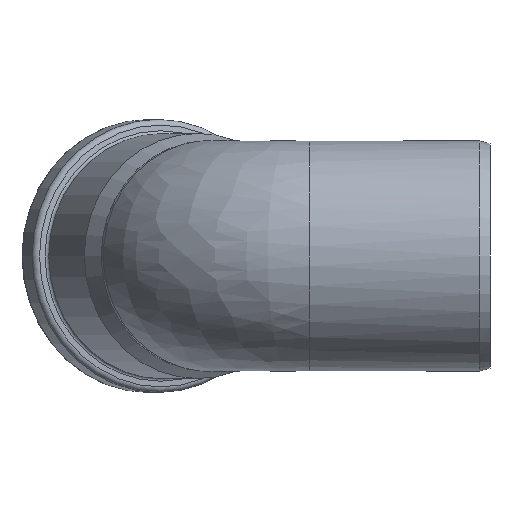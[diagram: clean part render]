
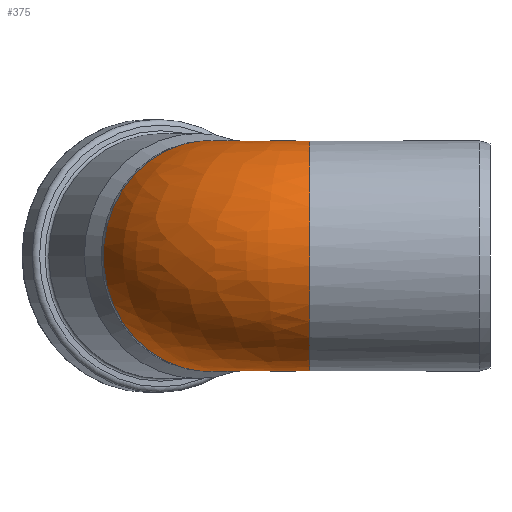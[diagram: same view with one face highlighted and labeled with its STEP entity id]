
A CAD part, left-side view. The second image highlights one B-rep face of the part: STEP entity #375.
In plain terms, the highlighted free-form (B-spline) face has degree [2, 2] with [9, 3] control points.
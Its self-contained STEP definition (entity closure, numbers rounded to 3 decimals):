
#65=(
BOUNDED_SURFACE()
B_SPLINE_SURFACE(2,2,((#710,#711,#712),(#713,#714,#715),(#716,#717,#718),
(#719,#720,#721),(#722,#723,#724),(#725,#726,#727),(#728,#729,#730),(#731,
#732,#733),(#734,#735,#736)),.UNSPECIFIED.,.F.,.F.,.F.)
B_SPLINE_SURFACE_WITH_KNOTS((3,2,2,2,3),(3,3),(-2.705,-1.352,
0.,1.352,2.705),(0.,1.178),
 .UNSPECIFIED.)
GEOMETRIC_REPRESENTATION_ITEM()
RATIONAL_B_SPLINE_SURFACE(((1.,0.831,1.),(0.78,
0.648,0.78),(1.,0.831,1.),(0.78,
0.648,0.78),(1.,0.831,1.),(0.78,
0.648,0.78),(1.,0.831,1.),(0.78,
0.648,0.78),(1.,0.831,1.)))
REPRESENTATION_ITEM('')
SURFACE()
);
#67=CIRCLE('',#413,37.65);
#69=CIRCLE('',#415,37.65);
#113=FACE_OUTER_BOUND('',#147,.T.);
#147=EDGE_LOOP('',(#302,#303,#304,#305));
#213=B_SPLINE_CURVE_WITH_KNOTS('',3,(#643,#644,#645,#646,#647,#648,#649,
#650,#651,#652,#653,#654,#655),.UNSPECIFIED.,.F.,.F.,(4,3,3,3,4),(-0.001,
0.058,0.079,0.108,0.159),
 .UNSPECIFIED.);
#214=B_SPLINE_CURVE_WITH_KNOTS('',3,(#659,#660,#661,#662,#663,#664,#665,
#666,#667,#668,#669,#670,#671),.UNSPECIFIED.,.F.,.F.,(4,3,3,3,4),(-0.001,
0.05,0.079,0.1,0.159),
 .UNSPECIFIED.);
#216=VERTEX_POINT('',#641);
#217=VERTEX_POINT('',#642);
#218=VERTEX_POINT('',#656);
#219=VERTEX_POINT('',#658);
#252=EDGE_CURVE('',#216,#217,#213,.T.);
#254=EDGE_CURVE('',#219,#218,#214,.T.);
#258=EDGE_CURVE('',#219,#217,#67,.T.);
#260=EDGE_CURVE('',#218,#216,#69,.T.);
#302=ORIENTED_EDGE('',*,*,#254,.T.);
#303=ORIENTED_EDGE('',*,*,#260,.T.);
#304=ORIENTED_EDGE('',*,*,#252,.T.);
#305=ORIENTED_EDGE('',*,*,#258,.F.);
#375=ADVANCED_FACE('',(#113),#65,.F.);
#413=AXIS2_PLACEMENT_3D('',#708,#487,#488);
#415=AXIS2_PLACEMENT_3D('',#737,#491,#492);
#487=DIRECTION('center_axis',(0.924,0.383,0.));
#488=DIRECTION('ref_axis',(0.383,-0.924,0.));
#491=DIRECTION('center_axis',(0.,1.,0.));
#492=DIRECTION('ref_axis',(1.,0.,0.));
#641=CARTESIAN_POINT('',(34.092,58.813,15.977));
#642=CARTESIAN_POINT('',(34.93,60.068,15.977));
#643=CARTESIAN_POINT('Ctrl Pts',(34.092,58.813,15.977));
#644=CARTESIAN_POINT('Ctrl Pts',(34.103,59.006,15.953));
#645=CARTESIAN_POINT('Ctrl Pts',(34.152,59.195,15.937));
#646=CARTESIAN_POINT('Ctrl Pts',(34.236,59.37,15.93));
#647=CARTESIAN_POINT('Ctrl Pts',(34.266,59.434,15.928));
#648=CARTESIAN_POINT('Ctrl Pts',(34.301,59.496,15.926));
#649=CARTESIAN_POINT('Ctrl Pts',(34.341,59.554,15.926));
#650=CARTESIAN_POINT('Ctrl Pts',(34.394,59.634,15.926));
#651=CARTESIAN_POINT('Ctrl Pts',(34.454,59.708,15.929));
#652=CARTESIAN_POINT('Ctrl Pts',(34.522,59.776,15.933));
#653=CARTESIAN_POINT('Ctrl Pts',(34.641,59.896,15.941));
#654=CARTESIAN_POINT('Ctrl Pts',(34.779,59.995,15.956));
#655=CARTESIAN_POINT('Ctrl Pts',(34.93,60.068,15.977));
#656=CARTESIAN_POINT('',(34.092,58.813,-15.977));
#658=CARTESIAN_POINT('',(34.93,60.068,-15.977));
#659=CARTESIAN_POINT('Ctrl Pts',(34.93,60.068,-15.977));
#660=CARTESIAN_POINT('Ctrl Pts',(34.779,59.995,-15.956));
#661=CARTESIAN_POINT('Ctrl Pts',(34.641,59.896,-15.941));
#662=CARTESIAN_POINT('Ctrl Pts',(34.522,59.776,-15.933));
#663=CARTESIAN_POINT('Ctrl Pts',(34.454,59.708,-15.929));
#664=CARTESIAN_POINT('Ctrl Pts',(34.394,59.634,-15.926));
#665=CARTESIAN_POINT('Ctrl Pts',(34.341,59.554,-15.926));
#666=CARTESIAN_POINT('Ctrl Pts',(34.301,59.496,-15.926));
#667=CARTESIAN_POINT('Ctrl Pts',(34.266,59.434,-15.928));
#668=CARTESIAN_POINT('Ctrl Pts',(34.236,59.37,-15.93));
#669=CARTESIAN_POINT('Ctrl Pts',(34.152,59.195,-15.937));
#670=CARTESIAN_POINT('Ctrl Pts',(34.103,59.006,-15.953));
#671=CARTESIAN_POINT('Ctrl Pts',(34.092,58.813,-15.977));
#708=CARTESIAN_POINT('Origin',(21.884,91.565,0.));
#710=CARTESIAN_POINT('Ctrl Pts',(34.117,58.813,15.924));
#711=CARTESIAN_POINT('Ctrl Pts',(34.117,59.704,15.924));
#712=CARTESIAN_POINT('Ctrl Pts',(34.94,60.045,15.924));
#713=CARTESIAN_POINT('Ctrl Pts',(21.339,58.813,43.3));
#714=CARTESIAN_POINT('Ctrl Pts',(21.339,68.242,43.3));
#715=CARTESIAN_POINT('Ctrl Pts',(30.05,71.85,43.3));
#716=CARTESIAN_POINT('Ctrl Pts',(-8.156,58.813,36.756));
#717=CARTESIAN_POINT('Ctrl Pts',(-8.156,87.949,36.756));
#718=CARTESIAN_POINT('Ctrl Pts',(18.763,99.1,36.756));
#719=CARTESIAN_POINT('Ctrl Pts',(-37.65,58.813,30.212));
#720=CARTESIAN_POINT('Ctrl Pts',(-37.65,107.657,30.212));
#721=CARTESIAN_POINT('Ctrl Pts',(7.476,126.349,30.212));
#722=CARTESIAN_POINT('Ctrl Pts',(-37.65,58.813,0.));
#723=CARTESIAN_POINT('Ctrl Pts',(-37.65,107.657,0.));
#724=CARTESIAN_POINT('Ctrl Pts',(7.476,126.349,0.));
#725=CARTESIAN_POINT('Ctrl Pts',(-37.65,58.813,-30.212));
#726=CARTESIAN_POINT('Ctrl Pts',(-37.65,107.657,-30.212));
#727=CARTESIAN_POINT('Ctrl Pts',(7.476,126.349,-30.212));
#728=CARTESIAN_POINT('Ctrl Pts',(-8.156,58.813,-36.756));
#729=CARTESIAN_POINT('Ctrl Pts',(-8.156,87.949,-36.756));
#730=CARTESIAN_POINT('Ctrl Pts',(18.763,99.1,-36.756));
#731=CARTESIAN_POINT('Ctrl Pts',(21.339,58.813,-43.3));
#732=CARTESIAN_POINT('Ctrl Pts',(21.339,68.242,-43.3));
#733=CARTESIAN_POINT('Ctrl Pts',(30.05,71.85,-43.3));
#734=CARTESIAN_POINT('Ctrl Pts',(34.117,58.813,-15.924));
#735=CARTESIAN_POINT('Ctrl Pts',(34.117,59.704,-15.924));
#736=CARTESIAN_POINT('Ctrl Pts',(34.94,60.045,-15.924));
#737=CARTESIAN_POINT('Origin',(0.,58.813,0.));
